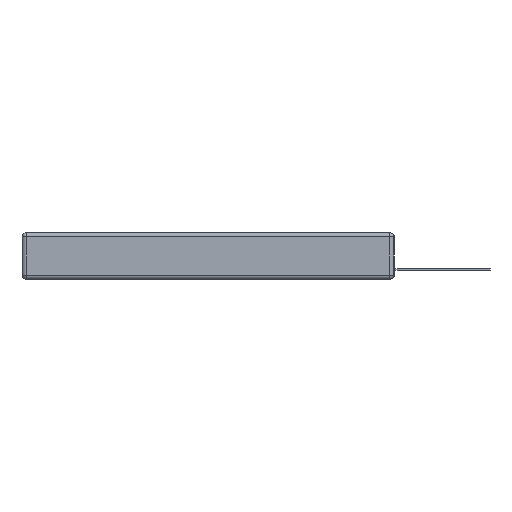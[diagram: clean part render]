
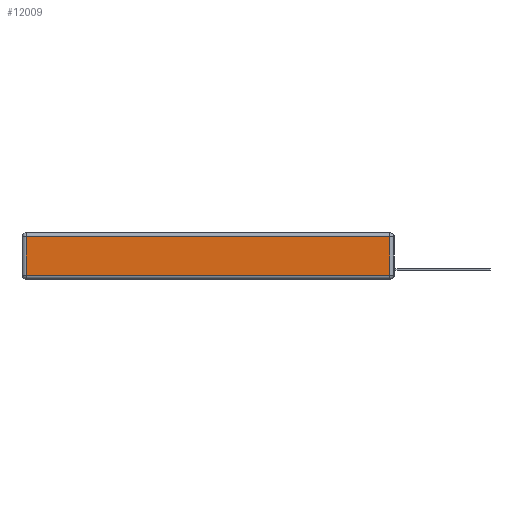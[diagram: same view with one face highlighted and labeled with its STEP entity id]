
A CAD part, left-side view. The second image highlights one B-rep face of the part: STEP entity #12009.
In plain terms, the highlighted planar face has unit normal (-1, 0, 0).
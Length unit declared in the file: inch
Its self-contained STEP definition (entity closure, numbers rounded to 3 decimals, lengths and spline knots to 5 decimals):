
#463 = VERTEX_POINT ( 'NONE', #5182 ) ;
#731 = LINE ( 'NONE', #6843, #11073 ) ;
#771 = CARTESIAN_POINT ( 'NONE',  ( 0., 2.72, -0.313 ) ) ;
#1793 = CARTESIAN_POINT ( 'NONE',  ( 0., 0., -0.313 ) ) ;
#1896 = CARTESIAN_POINT ( 'NONE',  ( 0., 2.72, -0.343 ) ) ;
#2642 = DIRECTION ( 'NONE',  ( -1., 0., 0. ) ) ;
#2705 = EDGE_CURVE ( 'NONE', #463, #11006, #5207, .T. ) ;
#2956 = DIRECTION ( 'NONE',  ( 0., 0., -1. ) ) ;
#3159 = VERTEX_POINT ( 'NONE', #9574 ) ;
#3615 = VECTOR ( 'NONE', #8383, 39.37008 ) ;
#3713 = ORIENTED_EDGE ( 'NONE', *, *, #11976, .T. ) ;
#4221 = EDGE_LOOP ( 'NONE', ( #6921, #11097, #3713, #11204 ) ) ;
#4338 = CARTESIAN_POINT ( 'NONE',  ( 0., 0.03, -0.03 ) ) ;
#4885 = FACE_OUTER_BOUND ( 'NONE', #4221, .T. ) ;
#5182 = CARTESIAN_POINT ( 'NONE',  ( 0., 2.72, -0.03 ) ) ;
#5207 = LINE ( 'NONE', #1896, #13434 ) ;
#5546 = VECTOR ( 'NONE', #13224, 39.37008 ) ;
#6345 = EDGE_CURVE ( 'NONE', #11006, #3159, #13699, .T. ) ;
#6843 = CARTESIAN_POINT ( 'NONE',  ( 0., 0.03, -0.343 ) ) ;
#6919 = DIRECTION ( 'NONE',  ( 0., 0., 1. ) ) ;
#6921 = ORIENTED_EDGE ( 'NONE', *, *, #6345, .T. ) ;
#8383 = DIRECTION ( 'NONE',  ( 0., -1., 0. ) ) ;
#9574 = CARTESIAN_POINT ( 'NONE',  ( 0., 0.03, -0.313 ) ) ;
#10383 = LINE ( 'NONE', #13286, #5546 ) ;
#10668 = EDGE_CURVE ( 'NONE', #3159, #11246, #731, .T. ) ;
#11006 = VERTEX_POINT ( 'NONE', #771 ) ;
#11073 = VECTOR ( 'NONE', #6919, 39.37008 ) ;
#11097 = ORIENTED_EDGE ( 'NONE', *, *, #10668, .T. ) ;
#11204 = ORIENTED_EDGE ( 'NONE', *, *, #2705, .T. ) ;
#11246 = VERTEX_POINT ( 'NONE', #4338 ) ;
#11425 = DIRECTION ( 'NONE',  ( 0., 0., 1. ) ) ;
#11976 = EDGE_CURVE ( 'NONE', #11246, #463, #10383, .T. ) ;
#12009 = ADVANCED_FACE ( 'NONE', ( #4885 ), #12409, .T. ) ;
#12199 = CARTESIAN_POINT ( 'NONE',  ( 0., 0., -0.343 ) ) ;
#12409 = PLANE ( 'NONE',  #12883 ) ;
#12883 = AXIS2_PLACEMENT_3D ( 'NONE', #12199, #2642, #11425 ) ;
#13224 = DIRECTION ( 'NONE',  ( 0., 1., 0. ) ) ;
#13286 = CARTESIAN_POINT ( 'NONE',  ( 0., 2.75, -0.03 ) ) ;
#13434 = VECTOR ( 'NONE', #2956, 39.37008 ) ;
#13699 = LINE ( 'NONE', #1793, #3615 ) ;
